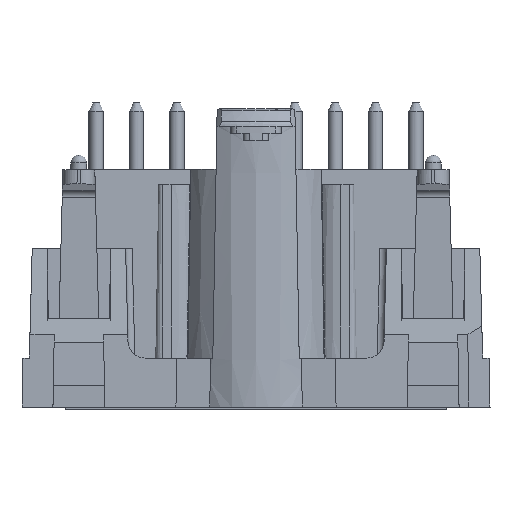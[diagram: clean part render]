
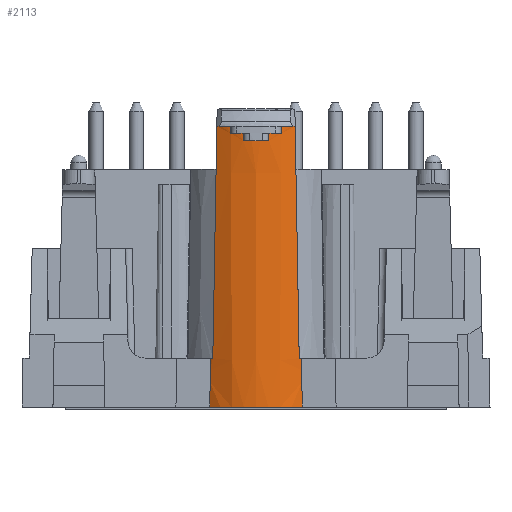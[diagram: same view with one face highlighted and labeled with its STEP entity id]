
A CAD part, left-side view. The second image highlights one B-rep face of the part: STEP entity #2113.
In plain terms, the highlighted conical face has half-angle 0.356 degrees and reference radius 5.5 mm.
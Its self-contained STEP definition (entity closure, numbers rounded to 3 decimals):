
#2113 = ADVANCED_FACE( '', ( #4696 ), #4697, .T. );
#4696 = FACE_OUTER_BOUND( '', #7690, .T. );
#4697 = CONICAL_SURFACE( '', #7691, 5.5, 0.006 );
#7690 = EDGE_LOOP( '', ( #13931, #13932, #13933, #13934, #13935, #13936, #13937, #13938, #13939, #13940, #13941, #13942, #13943, #13944, #13945, #13946 ) );
#7691 = AXIS2_PLACEMENT_3D( '', #13947, #13948, #13949 );
#13931 = ORIENTED_EDGE( '', *, *, #19326, .F. );
#13932 = ORIENTED_EDGE( '', *, *, #19327, .F. );
#13933 = ORIENTED_EDGE( '', *, *, #18861, .T. );
#13934 = ORIENTED_EDGE( '', *, *, #19096, .F. );
#13935 = ORIENTED_EDGE( '', *, *, #18950, .T. );
#13936 = ORIENTED_EDGE( '', *, *, #19223, .T. );
#13937 = ORIENTED_EDGE( '', *, *, #17626, .T. );
#13938 = ORIENTED_EDGE( '', *, *, #19049, .T. );
#13939 = ORIENTED_EDGE( '', *, *, #18955, .T. );
#13940 = ORIENTED_EDGE( '', *, *, #19328, .T. );
#13941 = ORIENTED_EDGE( '', *, *, #18703, .T. );
#13942 = ORIENTED_EDGE( '', *, *, #18342, .T. );
#13943 = ORIENTED_EDGE( '', *, *, #19329, .T. );
#13944 = ORIENTED_EDGE( '', *, *, #18815, .F. );
#13945 = ORIENTED_EDGE( '', *, *, #18298, .T. );
#13946 = ORIENTED_EDGE( '', *, *, #18877, .T. );
#13947 = CARTESIAN_POINT( '', ( -27.5, 0., -7.355 ) );
#13948 = DIRECTION( '', ( 0., 0., 1. ) );
#13949 = DIRECTION( '', ( -1., 0., 0. ) );
#17626 = EDGE_CURVE( '', #21335, #21333, #21336, .T. );
#18298 = EDGE_CURVE( '', #22447, #22454, #22456, .T. );
#18342 = EDGE_CURVE( '', #22519, #22517, #22520, .T. );
#18703 = EDGE_CURVE( '', #23048, #22519, #23049, .T. );
#18815 = EDGE_CURVE( '', #22447, #23202, #23203, .T. );
#18861 = EDGE_CURVE( '', #23262, #23265, #23267, .T. );
#18877 = EDGE_CURVE( '', #22454, #23285, #23287, .T. );
#18950 = EDGE_CURVE( '', #23386, #23384, #23387, .T. );
#18955 = EDGE_CURVE( '', #23393, #23391, #23394, .T. );
#19049 = EDGE_CURVE( '', #21333, #23393, #23519, .T. );
#19096 = EDGE_CURVE( '', #23386, #23265, #23580, .T. );
#19223 = EDGE_CURVE( '', #23384, #21335, #23738, .T. );
#19326 = EDGE_CURVE( '', #23866, #23285, #23867, .T. );
#19327 = EDGE_CURVE( '', #23262, #23866, #23868, .T. );
#19328 = EDGE_CURVE( '', #23391, #23048, #23869, .T. );
#19329 = EDGE_CURVE( '', #22517, #23202, #23870, .T. );
#21333 = VERTEX_POINT( '', #26493 );
#21335 = VERTEX_POINT( '', #26496 );
#21336 = CIRCLE( '', #26497, 5.597 );
#22447 = VERTEX_POINT( '', #28145 );
#22454 = VERTEX_POINT( '', #28153 );
#22456 = CIRCLE( '', #28155, 5.5 );
#22517 = VERTEX_POINT( '', #28245 );
#22519 = VERTEX_POINT( '', #28248 );
#22520 = LINE( '', #28249, #28250 );
#23048 = VERTEX_POINT( '', #29032 );
#23049 = CIRCLE( '', #29033, 5.597 );
#23202 = VERTEX_POINT( '', #29256 );
#23203 = ELLIPSE( '', #29257, 430.867, 7.027 );
#23262 = VERTEX_POINT( '', #29340 );
#23265 = VERTEX_POINT( '', #29344 );
#23267 = CIRCLE( '', #29346, 5.5 );
#23285 = VERTEX_POINT( '', #29371 );
#23287 = ELLIPSE( '', #29374, 255.779, 4.172 );
#23384 = VERTEX_POINT( '', #29519 );
#23386 = VERTEX_POINT( '', #29522 );
#23387 = CIRCLE( '', #29523, 5.6 );
#23391 = VERTEX_POINT( '', #29528 );
#23393 = VERTEX_POINT( '', #29531 );
#23394 = CIRCLE( '', #29532, 5.594 );
#23519 = LINE( '', #29706, #29707 );
#23580 = ELLIPSE( '', #29794, 430.867, 7.027 );
#23738 = LINE( '', #30014, #30015 );
#23866 = VERTEX_POINT( '', #30188 );
#23867 = CIRCLE( '', #30189, 5.479 );
#23868 = ELLIPSE( '', #30190, 255.779, 4.172 );
#23869 = LINE( '', #30191, #30192 );
#23870 = CIRCLE( '', #30193, 5.6 );
#26493 = CARTESIAN_POINT( '', ( -33.024, -0.9, 8.245 ) );
#26496 = CARTESIAN_POINT( '', ( -32.816, -1.75, 8.245 ) );
#26497 = AXIS2_PLACEMENT_3D( '', #31969, #31970, #31971 );
#28145 = CARTESIAN_POINT( '', ( -32.11, 3., -7.355 ) );
#28153 = CARTESIAN_POINT( '', ( -32., 3.162, -7.355 ) );
#28155 = AXIS2_PLACEMENT_3D( '', #32655, #32656, #32657 );
#28245 = CARTESIAN_POINT( '', ( -32.82, 1.75, 8.745 ) );
#28248 = CARTESIAN_POINT( '', ( -32.816, 1.75, 8.245 ) );
#28249 = CARTESIAN_POINT( '', ( -32.818, 1.75, 8.495 ) );
#28250 = VECTOR( '', #32700, 1000. );
#29032 = CARTESIAN_POINT( '', ( -33.024, 0.9, 8.245 ) );
#29033 = AXIS2_PLACEMENT_3D( '', #33067, #33068, #33069 );
#29256 = CARTESIAN_POINT( '', ( -32.396, 2.719, 8.745 ) );
#29257 = AXIS2_PLACEMENT_3D( '', #33174, #33175, #33176 );
#29340 = CARTESIAN_POINT( '', ( -32., -3.162, -7.355 ) );
#29344 = CARTESIAN_POINT( '', ( -32.11, -3., -7.355 ) );
#29346 = AXIS2_PLACEMENT_3D( '', #33223, #33224, #33225 );
#29371 = CARTESIAN_POINT( '', ( -31.941, 3.209, -10.755 ) );
#29374 = AXIS2_PLACEMENT_3D( '', #33237, #33238, #33239 );
#29519 = CARTESIAN_POINT( '', ( -32.82, -1.75, 8.745 ) );
#29522 = CARTESIAN_POINT( '', ( -32.396, -2.719, 8.745 ) );
#29523 = AXIS2_PLACEMENT_3D( '', #33304, #33305, #33306 );
#29528 = CARTESIAN_POINT( '', ( -33.021, 0.9, 7.745 ) );
#29531 = CARTESIAN_POINT( '', ( -33.021, -0.9, 7.745 ) );
#29532 = AXIS2_PLACEMENT_3D( '', #33312, #33313, #33314 );
#29706 = CARTESIAN_POINT( '', ( -33.022, -0.9, 7.995 ) );
#29707 = VECTOR( '', #33413, 1000. );
#29794 = AXIS2_PLACEMENT_3D( '', #33452, #33453, #33454 );
#30014 = CARTESIAN_POINT( '', ( -32.818, -1.75, 8.495 ) );
#30015 = VECTOR( '', #33573, 1000. );
#30188 = CARTESIAN_POINT( '', ( -31.941, -3.209, -10.755 ) );
#30189 = AXIS2_PLACEMENT_3D( '', #33667, #33668, #33669 );
#30190 = AXIS2_PLACEMENT_3D( '', #33670, #33671, #33672 );
#30191 = CARTESIAN_POINT( '', ( -33.022, 0.9, 7.995 ) );
#30192 = VECTOR( '', #33673, 1000. );
#30193 = AXIS2_PLACEMENT_3D( '', #33674, #33675, #33676 );
#31969 = CARTESIAN_POINT( '', ( -27.5, 0., 8.245 ) );
#31970 = DIRECTION( '', ( 0., 0., -1. ) );
#31971 = DIRECTION( '', ( -1., 0., 0. ) );
#32655 = CARTESIAN_POINT( '', ( -27.5, 0., -7.355 ) );
#32656 = DIRECTION( '', ( 0., 0., -1. ) );
#32657 = DIRECTION( '', ( -1., 0., 0. ) );
#32700 = DIRECTION( '', ( -0.007, 0., 1. ) );
#33067 = CARTESIAN_POINT( '', ( -27.5, 0., 8.245 ) );
#33068 = DIRECTION( '', ( 0., 0., -1. ) );
#33069 = DIRECTION( '', ( -1., 0., 0. ) );
#33174 = CARTESIAN_POINT( '', ( -27.5, -2.676, 317.81 ) );
#33175 = DIRECTION( '', ( 0., 1., 0.017 ) );
#33176 = DIRECTION( '', ( 0., -0.017, 1. ) );
#33223 = CARTESIAN_POINT( '', ( -27.5, 0., -7.355 ) );
#33224 = DIRECTION( '', ( 0., 0., -1. ) );
#33225 = DIRECTION( '', ( -1., 0., 0. ) );
#33237 = CARTESIAN_POINT( '', ( -29.088, 0., -174.158 ) );
#33238 = DIRECTION( '', ( -1., 0., -0.017 ) );
#33239 = DIRECTION( '', ( -0.017, 0., 1. ) );
#33304 = CARTESIAN_POINT( '', ( -27.5, 0., 8.745 ) );
#33305 = DIRECTION( '', ( 0., 0., -1. ) );
#33306 = DIRECTION( '', ( -1., 0., 0. ) );
#33312 = CARTESIAN_POINT( '', ( -27.5, 0., 7.745 ) );
#33313 = DIRECTION( '', ( 0., 0., -1. ) );
#33314 = DIRECTION( '', ( -1., 0., 0. ) );
#33413 = DIRECTION( '', ( 0.006, 0., -1. ) );
#33452 = CARTESIAN_POINT( '', ( -27.5, 2.676, 317.81 ) );
#33453 = DIRECTION( '', ( 0., -1., 0.017 ) );
#33454 = DIRECTION( '', ( 0., 0.017, 1. ) );
#33573 = DIRECTION( '', ( 0.007, 0., -1. ) );
#33667 = CARTESIAN_POINT( '', ( -27.5, 0., -10.755 ) );
#33668 = DIRECTION( '', ( 0., 0., -1. ) );
#33669 = DIRECTION( '', ( 1., 0., 0. ) );
#33670 = CARTESIAN_POINT( '', ( -29.088, 0., -174.158 ) );
#33671 = DIRECTION( '', ( 1., 0., 0.017 ) );
#33672 = DIRECTION( '', ( -0.017, 0., 1. ) );
#33673 = DIRECTION( '', ( -0.006, 0., 1. ) );
#33674 = CARTESIAN_POINT( '', ( -27.5, 0., 8.745 ) );
#33675 = DIRECTION( '', ( 0., 0., -1. ) );
#33676 = DIRECTION( '', ( -1., 0., 0. ) );
